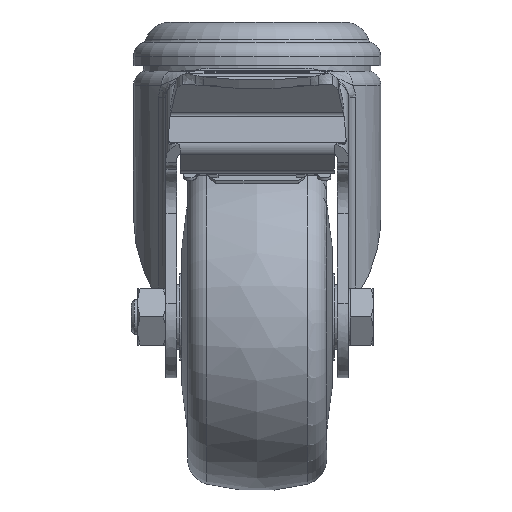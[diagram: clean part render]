
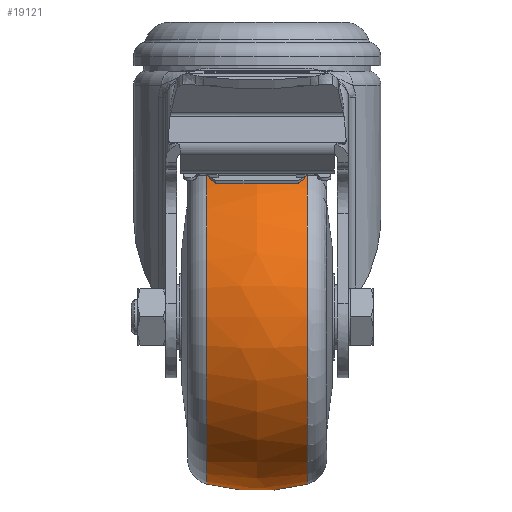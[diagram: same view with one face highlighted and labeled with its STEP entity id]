
A CAD part, top view. The second image highlights one B-rep face of the part: STEP entity #19121.
In plain terms, the highlighted free-form (B-spline) face has degree [2, 2] with [3, 9] control points.
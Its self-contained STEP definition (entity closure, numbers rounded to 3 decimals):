
#295=(
BOUNDED_SURFACE()
B_SPLINE_SURFACE(2,2,((#43497,#43498,#43499,#43500,#43501,#43502,#43503,
#43504,#43505),(#43506,#43507,#43508,#43509,#43510,#43511,#43512,#43513,
#43514),(#43515,#43516,#43517,#43518,#43519,#43520,#43521,#43522,#43523)),
 .UNSPECIFIED.,.F.,.T.,.F.)
B_SPLINE_SURFACE_WITH_KNOTS((3,3),(3,2,2,2,3),(-0.259,0.259),
(-3.142,-1.571,0.,1.571,3.142),
 .UNSPECIFIED.)
GEOMETRIC_REPRESENTATION_ITEM()
RATIONAL_B_SPLINE_SURFACE(((1.,0.707,1.,0.707,1.,
0.707,1.,0.707,1.),(0.967,0.683,
0.967,0.683,0.967,0.683,
0.967,0.683,0.967),(1.,0.707,
1.,0.707,1.,0.707,1.,0.707,1.)))
REPRESENTATION_ITEM($)
SURFACE()
);
#347=(
BOUNDED_CURVE()
B_SPLINE_CURVE(2,(#43526,#43527,#43528),.UNSPECIFIED.,.F.,.F.)
B_SPLINE_CURVE_WITH_KNOTS((3,3),(-0.259,0.259),
 .UNSPECIFIED.)
CURVE()
GEOMETRIC_REPRESENTATION_ITEM()
RATIONAL_B_SPLINE_CURVE((1.,0.967,1.))
REPRESENTATION_ITEM($)
);
#4787=FACE_OUTER_BOUND($,#5919,.T.);
#5919=EDGE_LOOP($,(#16624,#16625,#16626,#16627));
#6821=CIRCLE($,#20944,38.496);
#6823=CIRCLE($,#20947,38.496);
#8532=VERTEX_POINT($,#43492);
#8534=VERTEX_POINT($,#43524);
#11233=EDGE_CURVE($,#8532,#8532,#6821,.T.);
#11235=EDGE_CURVE($,#8534,#8534,#6823,.T.);
#11236=EDGE_CURVE($,#8534,#8532,#347,.T.);
#16624=ORIENTED_EDGE($,*,*,#11235,.T.);
#16625=ORIENTED_EDGE($,*,*,#11236,.T.);
#16626=ORIENTED_EDGE($,*,*,#11233,.F.);
#16627=ORIENTED_EDGE($,*,*,#11236,.F.);
#19121=ADVANCED_FACE($,(#4787),#295,.F.);
#20944=AXIS2_PLACEMENT_3D($,#43493,#25716,#25717);
#20947=AXIS2_PLACEMENT_3D($,#43525,#25722,#25723);
#25716=DIRECTION('center_axis',(-1.,0.,0.));
#25717=DIRECTION('ref_axis',(0.,-1.,0.));
#25722=DIRECTION('center_axis',(-1.,0.,0.));
#25723=DIRECTION('ref_axis',(0.,-1.,0.));
#43492=CARTESIAN_POINT('',(-11.538,-106.496,40.));
#43493=CARTESIAN_POINT('Origin',(-11.538,-68.,40.));
#43497=CARTESIAN_POINT('Ctrl Pts',(-11.538,-106.496,
40.));
#43498=CARTESIAN_POINT('Ctrl Pts',(-11.538,-106.496,
1.504));
#43499=CARTESIAN_POINT('Ctrl Pts',(-11.538,-68.,
1.504));
#43500=CARTESIAN_POINT('Ctrl Pts',(-11.538,-29.504,
1.504));
#43501=CARTESIAN_POINT('Ctrl Pts',(-11.538,-29.504,40.));
#43502=CARTESIAN_POINT('Ctrl Pts',(-11.538,-29.504,78.496));
#43503=CARTESIAN_POINT('Ctrl Pts',(-11.538,-68.,
78.496));
#43504=CARTESIAN_POINT('Ctrl Pts',(-11.538,-106.496,
78.496));
#43505=CARTESIAN_POINT('Ctrl Pts',(-11.538,-106.496,
40.));
#43506=CARTESIAN_POINT('Ctrl Pts',(0.,-109.556,
40.));
#43507=CARTESIAN_POINT('Ctrl Pts',(0.,-109.556,
-1.556));
#43508=CARTESIAN_POINT('Ctrl Pts',(0.,-68.,
-1.556));
#43509=CARTESIAN_POINT('Ctrl Pts',(0.,-26.444,
-1.556));
#43510=CARTESIAN_POINT('Ctrl Pts',(0.,-26.444,
40.));
#43511=CARTESIAN_POINT('Ctrl Pts',(0.,-26.444,
81.556));
#43512=CARTESIAN_POINT('Ctrl Pts',(0.,-68.,
81.556));
#43513=CARTESIAN_POINT('Ctrl Pts',(0.,-109.556,
81.556));
#43514=CARTESIAN_POINT('Ctrl Pts',(0.,-109.556,
40.));
#43515=CARTESIAN_POINT('Ctrl Pts',(11.538,-106.496,40.));
#43516=CARTESIAN_POINT('Ctrl Pts',(11.538,-106.496,1.504));
#43517=CARTESIAN_POINT('Ctrl Pts',(11.538,-68.,1.504));
#43518=CARTESIAN_POINT('Ctrl Pts',(11.538,-29.504,1.504));
#43519=CARTESIAN_POINT('Ctrl Pts',(11.538,-29.504,40.));
#43520=CARTESIAN_POINT('Ctrl Pts',(11.538,-29.504,78.496));
#43521=CARTESIAN_POINT('Ctrl Pts',(11.538,-68.,78.496));
#43522=CARTESIAN_POINT('Ctrl Pts',(11.538,-106.496,78.496));
#43523=CARTESIAN_POINT('Ctrl Pts',(11.538,-106.496,40.));
#43524=CARTESIAN_POINT('',(11.538,-106.496,40.));
#43525=CARTESIAN_POINT('Origin',(11.538,-68.,40.));
#43526=CARTESIAN_POINT('Ctrl Pts',(11.538,-106.496,40.));
#43527=CARTESIAN_POINT('Ctrl Pts',(0.,-109.556,
40.));
#43528=CARTESIAN_POINT('Ctrl Pts',(-11.538,-106.496,
40.));
